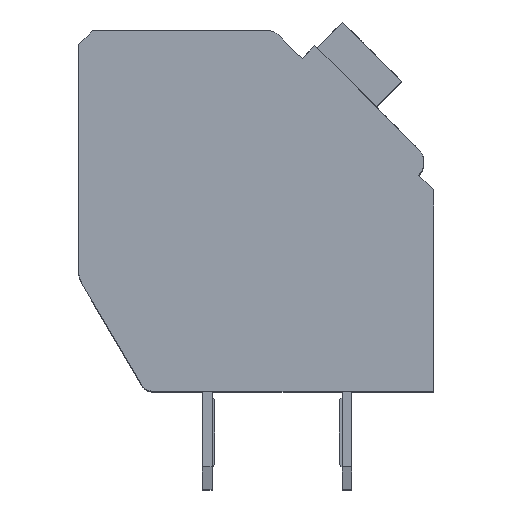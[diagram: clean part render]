
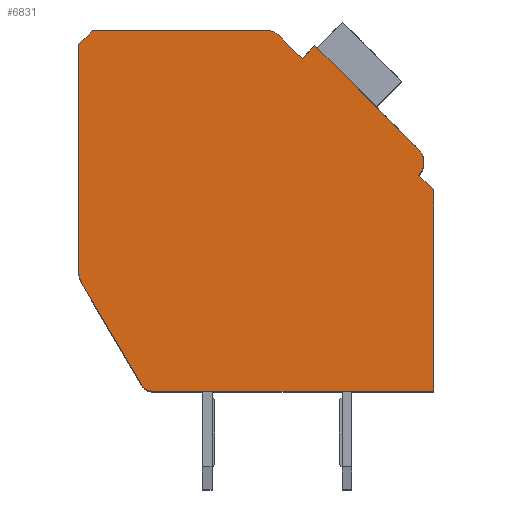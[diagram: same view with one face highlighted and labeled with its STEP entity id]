
A CAD part, top view. The second image highlights one B-rep face of the part: STEP entity #6831.
In plain terms, the highlighted planar face has unit normal (0, 0, 1).
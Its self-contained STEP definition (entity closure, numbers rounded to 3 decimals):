
#199=DIRECTION('',(0.,-1.,0.));
#200=VECTOR('',#199,8.053);
#201=CARTESIAN_POINT('',(-12.7,12.4,2.1));
#202=LINE('',#201,#200);
#203=DIRECTION('',(-0.707,-0.707,0.));
#204=VECTOR('',#203,0.707);
#205=CARTESIAN_POINT('',(-12.2,12.9,2.1));
#206=LINE('',#205,#204);
#207=DIRECTION('',(-1.,0.,0.));
#208=VECTOR('',#207,6.298);
#209=CARTESIAN_POINT('',(-5.902,12.9,2.1));
#210=LINE('',#209,#208);
#211=CARTESIAN_POINT('',(-5.902,12.4,2.1));
#212=DIRECTION('',(0.,0.,1.));
#213=DIRECTION('',(0.707,0.707,0.));
#214=AXIS2_PLACEMENT_3D('',#211,#212,#213);
#216=DIRECTION('',(-0.707,0.707,0.));
#217=VECTOR('',#216,1.197);
#218=CARTESIAN_POINT('',(-4.702,11.907,2.1));
#219=LINE('',#218,#217);
#220=DIRECTION('',(-0.707,-0.707,0.));
#221=VECTOR('',#220,0.65);
#222=CARTESIAN_POINT('',(-4.243,12.367,2.1));
#223=LINE('',#222,#221);
#224=DIRECTION('',(-0.707,0.707,0.));
#225=VECTOR('',#224,5.25);
#226=CARTESIAN_POINT('',(-0.53,8.655,2.1));
#227=LINE('',#226,#225);
#228=CARTESIAN_POINT('',(-0.99,8.195,2.1));
#229=DIRECTION('',(0.,0.,1.));
#230=DIRECTION('',(0.707,-0.707,0.));
#231=AXIS2_PLACEMENT_3D('',#228,#229,#230);
#233=DIRECTION('',(-0.707,0.707,0.));
#234=VECTOR('',#233,0.75);
#235=CARTESIAN_POINT('',(0.,7.205,2.1));
#236=LINE('',#235,#234);
#237=DIRECTION('',(0.,1.,0.));
#238=VECTOR('',#237,7.205);
#239=CARTESIAN_POINT('',(0.,0.,2.1));
#240=LINE('',#239,#238);
#241=DIRECTION('',(1.,0.,0.));
#242=VECTOR('',#241,10.014);
#243=CARTESIAN_POINT('',(-10.014,0.,2.1));
#244=LINE('',#243,#242);
#245=CARTESIAN_POINT('',(-10.014,0.5,2.1));
#246=DIRECTION('',(0.,0.,1.));
#247=DIRECTION('',(-0.862,-0.508,0.));
#248=AXIS2_PLACEMENT_3D('',#245,#246,#247);
#250=DIRECTION('',(0.508,-0.862,0.));
#251=VECTOR('',#250,4.17);
#252=CARTESIAN_POINT('',(-12.562,3.839,2.1));
#253=LINE('',#252,#251);
#254=CARTESIAN_POINT('',(-11.7,4.347,2.1));
#255=DIRECTION('',(0.,0.,1.));
#256=DIRECTION('',(-1.,0.,0.));
#257=AXIS2_PLACEMENT_3D('',#254,#255,#256);
#5087=CARTESIAN_POINT('',(-12.7,12.4,2.1));
#5088=CARTESIAN_POINT('',(-12.7,4.347,2.1));
#5089=VERTEX_POINT('',#5087);
#5090=VERTEX_POINT('',#5088);
#5091=CARTESIAN_POINT('',(-12.562,3.839,2.1));
#5092=VERTEX_POINT('',#5091);
#5093=CARTESIAN_POINT('',(-10.445,0.246,2.1));
#5094=VERTEX_POINT('',#5093);
#5095=CARTESIAN_POINT('',(-10.014,0.,2.1));
#5096=VERTEX_POINT('',#5095);
#5097=CARTESIAN_POINT('',(0.,0.,2.1));
#5098=VERTEX_POINT('',#5097);
#5099=CARTESIAN_POINT('',(0.,7.205,2.1));
#5100=VERTEX_POINT('',#5099);
#5101=CARTESIAN_POINT('',(-0.53,7.735,2.1));
#5102=VERTEX_POINT('',#5101);
#5103=CARTESIAN_POINT('',(-0.53,8.655,2.1));
#5104=VERTEX_POINT('',#5103);
#5105=CARTESIAN_POINT('',(-4.243,12.367,2.1));
#5106=VERTEX_POINT('',#5105);
#5107=CARTESIAN_POINT('',(-4.702,11.907,2.1));
#5108=VERTEX_POINT('',#5107);
#5109=CARTESIAN_POINT('',(-5.548,12.754,2.1));
#5110=VERTEX_POINT('',#5109);
#5111=CARTESIAN_POINT('',(-5.902,12.9,2.1));
#5112=VERTEX_POINT('',#5111);
#5113=CARTESIAN_POINT('',(-12.2,12.9,2.1));
#5114=VERTEX_POINT('',#5113);
#6798=CARTESIAN_POINT('',(0.,0.,2.1));
#6799=DIRECTION('',(0.,0.,1.));
#6800=DIRECTION('',(1.,0.,0.));
#6801=AXIS2_PLACEMENT_3D('',#6798,#6799,#6800);
#6802=PLANE('',#6801);
#6803=ORIENTED_EDGE('',*,*,#6643,.F.);
#6805=ORIENTED_EDGE('',*,*,#6804,.F.);
#6807=ORIENTED_EDGE('',*,*,#6806,.F.);
#6809=ORIENTED_EDGE('',*,*,#6808,.F.);
#6811=ORIENTED_EDGE('',*,*,#6810,.F.);
#6813=ORIENTED_EDGE('',*,*,#6812,.F.);
#6815=ORIENTED_EDGE('',*,*,#6814,.F.);
#6817=ORIENTED_EDGE('',*,*,#6816,.F.);
#6819=ORIENTED_EDGE('',*,*,#6818,.F.);
#6821=ORIENTED_EDGE('',*,*,#6820,.F.);
#6823=ORIENTED_EDGE('',*,*,#6822,.F.);
#6825=ORIENTED_EDGE('',*,*,#6824,.F.);
#6827=ORIENTED_EDGE('',*,*,#6826,.F.);
#6828=ORIENTED_EDGE('',*,*,#6716,.F.);
#6829=EDGE_LOOP('',(#6803,#6805,#6807,#6809,#6811,#6813,#6815,#6817,#6819,#6821,
#6823,#6825,#6827,#6828));
#6830=FACE_OUTER_BOUND('',#6829,.F.);
#215=CIRCLE('',#214,0.5);
#232=CIRCLE('',#231,0.65);
#249=CIRCLE('',#248,0.5);
#258=CIRCLE('',#257,1.);
#6643=EDGE_CURVE('',#5089,#5090,#202,.T.);
#6716=EDGE_CURVE('',#5090,#5092,#258,.T.);
#6804=EDGE_CURVE('',#5114,#5089,#206,.T.);
#6806=EDGE_CURVE('',#5112,#5114,#210,.T.);
#6808=EDGE_CURVE('',#5110,#5112,#215,.T.);
#6810=EDGE_CURVE('',#5108,#5110,#219,.T.);
#6812=EDGE_CURVE('',#5106,#5108,#223,.T.);
#6814=EDGE_CURVE('',#5104,#5106,#227,.T.);
#6816=EDGE_CURVE('',#5102,#5104,#232,.T.);
#6818=EDGE_CURVE('',#5100,#5102,#236,.T.);
#6820=EDGE_CURVE('',#5098,#5100,#240,.T.);
#6822=EDGE_CURVE('',#5096,#5098,#244,.T.);
#6824=EDGE_CURVE('',#5094,#5096,#249,.T.);
#6826=EDGE_CURVE('',#5092,#5094,#253,.T.);
#6831=ADVANCED_FACE('',(#6830),#6802,.T.);
